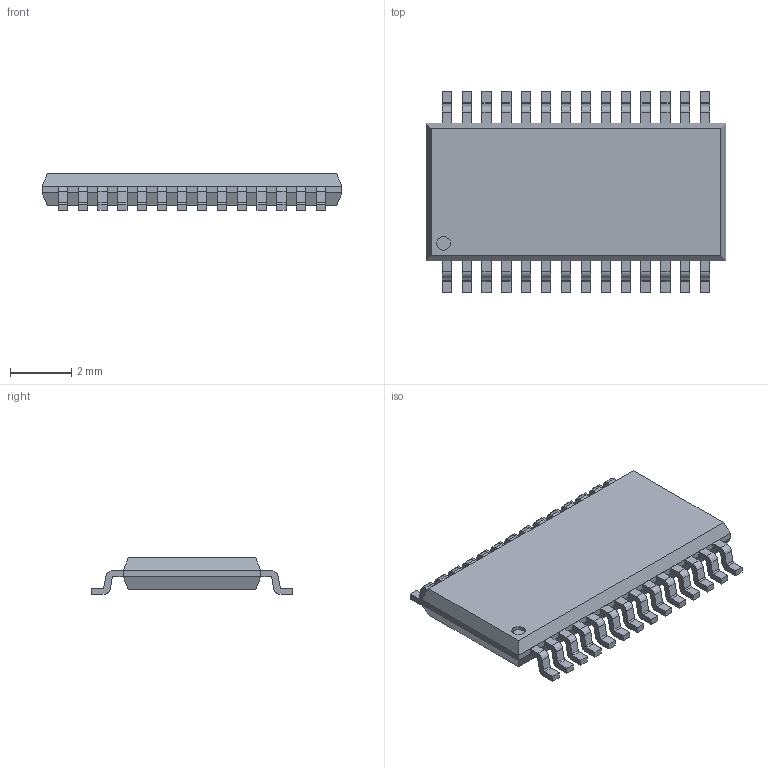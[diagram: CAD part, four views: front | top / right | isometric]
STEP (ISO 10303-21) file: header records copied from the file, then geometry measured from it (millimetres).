
FILE_DESCRIPTION(/* description */ (''),/* implementation_level */ '2;1');
FILE_NAME(/* name */ 'R-PDSO-G28.step',/* time_stamp */ '2022-05-12T10:59:51+05:00',/* author */ (''),/* organization */ (''),/* preprocessor_version */ 'ST-DEVELOPER v18.1',/* originating_system */ 'Autodesk Translation Framework v10.14.0.1471',/* authorisation */ '');
FILE_SCHEMA (('AUTOMOTIVE_DESIGN { 1 0 10303 214 3 1 1 }'));
Length unit declared in the file: millimetre
Products named in the file (2): R-PDSO-G28; Model
Assembly tree (1 placements, depth 2):
  R-PDSO-G28
    Model
Bounding box: 9.8 x 6.6 x 1.2 mm (x, y, z)
Volume: 46.8 mm3; surface area: 154.9 mm2
Topology: 29 solids, 29 shells, 408 faces, 1039 edges, 690 vertices
Faces by surface type: plane 295, cylinder 113
Full cylindrical faces by diameter (mm): 0.45 x1
Entity records: 12304 total; most frequent: CARTESIAN_POINT 2140, DIRECTION 2087, ORIENTED_EDGE 2078, EDGE_CURVE 1039, LINE 813, VECTOR 813, VERTEX_POINT 690, AXIS2_PLACEMENT_3D 637
